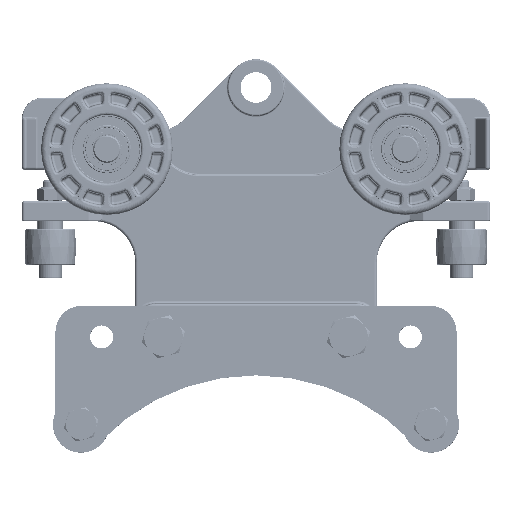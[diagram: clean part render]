
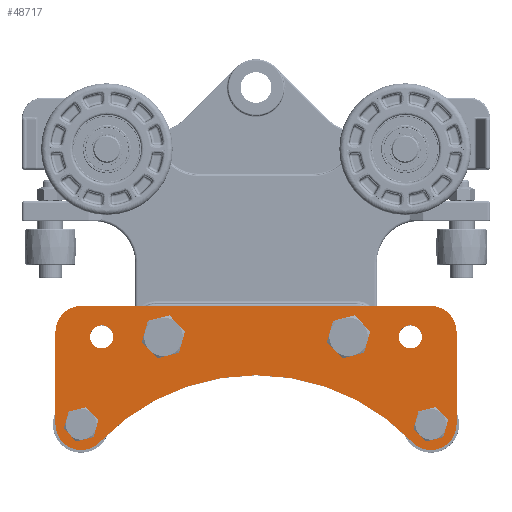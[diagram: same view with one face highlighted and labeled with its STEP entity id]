
A CAD part, top view. The second image highlights one B-rep face of the part: STEP entity #48717.
In plain terms, the highlighted face is planar.
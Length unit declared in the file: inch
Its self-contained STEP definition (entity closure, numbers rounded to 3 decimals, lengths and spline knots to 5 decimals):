
#48229=CARTESIAN_POINT('',(0.0,-0.42772,0.11749));
#48230=VERTEX_POINT('',#48229);
#48231=CARTESIAN_POINT('',(0.0,-0.42772,-0.16376));
#48232=DIRECTION('',(1.0,0.0,0.0));
#48233=DIRECTION('',(0.0,0.0,-1.0));
#48234=AXIS2_PLACEMENT_3D('',#48231,#48232,#48233);
#48235=CIRCLE('',#48234,0.28125);
#48236=EDGE_CURVE('',#48230,#48230,#48235,.T.);
#48257=CARTESIAN_POINT('',(0.0,7.07228,0.11749));
#48258=VERTEX_POINT('',#48257);
#48259=CARTESIAN_POINT('',(0.0,7.07228,-0.16376));
#48260=DIRECTION('',(1.0,0.0,0.0));
#48261=DIRECTION('',(0.0,0.0,-1.0));
#48262=AXIS2_PLACEMENT_3D('',#48259,#48260,#48261);
#48263=CIRCLE('',#48262,0.28125);
#48264=EDGE_CURVE('',#48258,#48258,#48263,.T.);
#48285=CARTESIAN_POINT('',(0.0,5.57228,0.17999));
#48286=VERTEX_POINT('',#48285);
#48287=CARTESIAN_POINT('',(0.0,5.57228,-0.16376));
#48288=DIRECTION('',(1.0,0.0,0.0));
#48289=DIRECTION('',(0.0,0.0,-1.0));
#48290=AXIS2_PLACEMENT_3D('',#48287,#48288,#48289);
#48291=CIRCLE('',#48290,0.34375);
#48292=EDGE_CURVE('',#48286,#48286,#48291,.T.);
#48313=CARTESIAN_POINT('',(0.0,1.07228,0.17999));
#48314=VERTEX_POINT('',#48313);
#48315=CARTESIAN_POINT('',(0.0,1.07228,-0.16376));
#48316=DIRECTION('',(1.0,0.0,0.0));
#48317=DIRECTION('',(0.0,0.0,-1.0));
#48318=AXIS2_PLACEMENT_3D('',#48315,#48316,#48317);
#48319=CIRCLE('',#48318,0.34375);
#48320=EDGE_CURVE('',#48314,#48314,#48319,.T.);
#48341=CARTESIAN_POINT('',(0.0,7.57228,-1.97626));
#48342=VERTEX_POINT('',#48341);
#48343=CARTESIAN_POINT('',(0.0,7.57228,-2.28876));
#48344=DIRECTION('',(1.0,0.0,0.0));
#48345=DIRECTION('',(0.0,0.0,-1.0));
#48346=AXIS2_PLACEMENT_3D('',#48343,#48344,#48345);
#48347=CIRCLE('',#48346,0.3125);
#48348=EDGE_CURVE('',#48342,#48342,#48347,.T.);
#48369=CARTESIAN_POINT('',(0.0,-0.92772,-1.97626));
#48370=VERTEX_POINT('',#48369);
#48371=CARTESIAN_POINT('',(0.0,-0.92772,-2.28876));
#48372=DIRECTION('',(1.0,0.0,0.0));
#48373=DIRECTION('',(0.0,0.0,-1.0));
#48374=AXIS2_PLACEMENT_3D('',#48371,#48372,#48373);
#48375=CIRCLE('',#48374,0.3125);
#48376=EDGE_CURVE('',#48370,#48370,#48375,.T.);
#48408=CARTESIAN_POINT('',(0.0,-0.92772,0.58624));
#48409=VERTEX_POINT('',#48408);
#48416=CARTESIAN_POINT('',(0.0,-1.55272,-0.03876));
#48417=VERTEX_POINT('',#48416);
#48418=CARTESIAN_POINT('',(0.0,-0.92772,-0.03876));
#48419=DIRECTION('',(-1.0,0.0,0.0));
#48420=DIRECTION('',(0.0,0.0,-1.0));
#48421=AXIS2_PLACEMENT_3D('',#48418,#48419,#48420);
#48422=CIRCLE('',#48421,0.625);
#48423=EDGE_CURVE('',#48417,#48409,#48422,.T.);
#48447=CARTESIAN_POINT('',(0.0,7.57228,0.58624));
#48448=VERTEX_POINT('',#48447);
#48455=CARTESIAN_POINT('',(0.0,-0.92772,0.58624));
#48456=DIRECTION('',(0.0,1.0,0.0));
#48457=VECTOR('',#48456,8.5);
#48458=LINE('',#48455,#48457);
#48459=EDGE_CURVE('',#48409,#48448,#48458,.T.);
#48479=CARTESIAN_POINT('',(0.0,8.19728,-0.03876));
#48480=VERTEX_POINT('',#48479);
#48487=CARTESIAN_POINT('',(0.0,7.57228,-0.03876));
#48488=DIRECTION('',(-1.0,0.0,0.0));
#48489=DIRECTION('',(0.0,-1.0,0.0));
#48490=AXIS2_PLACEMENT_3D('',#48487,#48488,#48489);
#48491=CIRCLE('',#48490,0.625);
#48492=EDGE_CURVE('',#48448,#48480,#48491,.T.);
#48511=CARTESIAN_POINT('',(0.0,8.19728,-2.28876));
#48512=VERTEX_POINT('',#48511);
#48519=CARTESIAN_POINT('',(0.0,8.19728,-0.03876));
#48520=DIRECTION('',(0.0,0.0,-1.0));
#48521=VECTOR('',#48520,2.25);
#48522=LINE('',#48519,#48521);
#48523=EDGE_CURVE('',#48480,#48512,#48522,.T.);
#48543=CARTESIAN_POINT('',(0.0,7.12016,-2.72028));
#48544=VERTEX_POINT('',#48543);
#48551=CARTESIAN_POINT('',(0.0,7.57228,-2.28876));
#48552=DIRECTION('',(-1.,0.0,0.0));
#48553=DIRECTION('',(0.0,0.723,0.69));
#48554=AXIS2_PLACEMENT_3D('',#48551,#48552,#48553);
#48555=CIRCLE('',#48554,0.625);
#48556=EDGE_CURVE('',#48512,#48544,#48555,.T.);
#48576=CARTESIAN_POINT('',(0.0,-0.47559,-2.72028));
#48577=VERTEX_POINT('',#48576);
#48584=CARTESIAN_POINT('',(0.0,3.32228,-6.34501));
#48585=DIRECTION('',(1.0,0.0,0.0));
#48586=DIRECTION('',(0.0,0.723,0.69));
#48587=AXIS2_PLACEMENT_3D('',#48584,#48585,#48586);
#48588=CIRCLE('',#48587,5.25);
#48589=EDGE_CURVE('',#48544,#48577,#48588,.T.);
#48609=CARTESIAN_POINT('',(0.0,-1.55272,-2.28876));
#48610=VERTEX_POINT('',#48609);
#48617=CARTESIAN_POINT('',(0.0,-0.92772,-2.28876));
#48618=DIRECTION('',(-1.0,0.0,0.0));
#48619=DIRECTION('',(0.0,1.0,0.0));
#48620=AXIS2_PLACEMENT_3D('',#48617,#48618,#48619);
#48621=CIRCLE('',#48620,0.625);
#48622=EDGE_CURVE('',#48577,#48610,#48621,.T.);
#48640=CARTESIAN_POINT('',(0.0,-1.55272,-2.28876));
#48641=DIRECTION('',(0.0,0.0,1.0));
#48642=VECTOR('',#48641,2.25);
#48643=LINE('',#48640,#48642);
#48644=EDGE_CURVE('',#48610,#48417,#48643,.T.);
#48684=CARTESIAN_POINT('',(0.0,3.32228,-0.85349));
#48685=DIRECTION('',(1.0,0.0,0.0));
#48686=DIRECTION('',(0.0,0.0,-1.0));
#48687=AXIS2_PLACEMENT_3D('',#48684,#48685,#48686);
#48688=PLANE('',#48687);
#48689=ORIENTED_EDGE('',*,*,#48644,.T.);
#48690=ORIENTED_EDGE('',*,*,#48423,.T.);
#48691=ORIENTED_EDGE('',*,*,#48459,.T.);
#48692=ORIENTED_EDGE('',*,*,#48492,.T.);
#48693=ORIENTED_EDGE('',*,*,#48523,.T.);
#48694=ORIENTED_EDGE('',*,*,#48556,.T.);
#48695=ORIENTED_EDGE('',*,*,#48589,.T.);
#48696=ORIENTED_EDGE('',*,*,#48622,.T.);
#48697=EDGE_LOOP('',(#48689,#48690,#48691,#48692,#48693,#48694,#48695,#48696));
#48698=FACE_OUTER_BOUND('',#48697,.T.);
#48699=ORIENTED_EDGE('',*,*,#48236,.T.);
#48700=EDGE_LOOP('',(#48699));
#48701=FACE_BOUND('',#48700,.T.);
#48702=ORIENTED_EDGE('',*,*,#48264,.T.);
#48703=EDGE_LOOP('',(#48702));
#48704=FACE_BOUND('',#48703,.T.);
#48705=ORIENTED_EDGE('',*,*,#48292,.T.);
#48706=EDGE_LOOP('',(#48705));
#48707=FACE_BOUND('',#48706,.T.);
#48708=ORIENTED_EDGE('',*,*,#48320,.T.);
#48709=EDGE_LOOP('',(#48708));
#48710=FACE_BOUND('',#48709,.T.);
#48711=ORIENTED_EDGE('',*,*,#48348,.T.);
#48712=EDGE_LOOP('',(#48711));
#48713=FACE_BOUND('',#48712,.T.);
#48714=ORIENTED_EDGE('',*,*,#48376,.T.);
#48715=EDGE_LOOP('',(#48714));
#48716=FACE_BOUND('',#48715,.T.);
#48717=ADVANCED_FACE('',(#48698,#48701,#48704,#48707,#48710,#48713,#48716),#48688,.F.);
